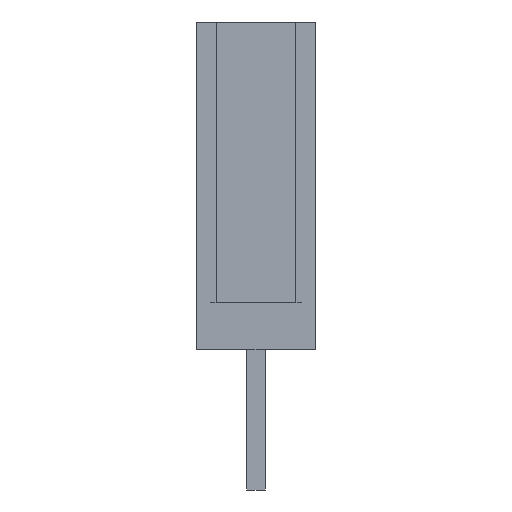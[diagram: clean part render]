
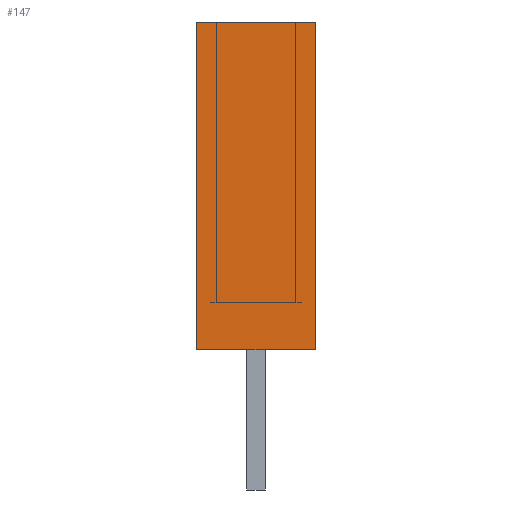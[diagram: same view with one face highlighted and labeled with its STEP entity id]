
A CAD part, front view. The second image highlights one B-rep face of the part: STEP entity #147.
In plain terms, the highlighted planar face has unit normal (0, -1, 0).
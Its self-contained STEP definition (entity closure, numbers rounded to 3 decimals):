
#13=DIRECTION('',(0.,0.,1.));
#14=DIRECTION('',(1.,0.,0.));
#123=EDGE_CURVE('',#124,#126,#128,.T.);
#124=VERTEX_POINT('',#125);
#125=CARTESIAN_POINT('',(-1.27,-1.271,0.));
#126=VERTEX_POINT('',#127);
#127=CARTESIAN_POINT('',(-1.27,-1.271,7.));
#128=LINE('',#125,#129);
#129=VECTOR('',#13,1.);
#136=DIRECTION('',(0.,1.,0.));
#147=ADVANCED_FACE('',(#148),#165,.F.);
#148=FACE_BOUND('',#149,.F.);
#149=EDGE_LOOP('',(#150,#156,#157,#162));
#150=ORIENTED_EDGE('',*,*,#151,.F.);
#151=EDGE_CURVE('',#124,#152,#154,.T.);
#152=VERTEX_POINT('',#153);
#153=CARTESIAN_POINT('',(1.27,-1.271,0.));
#154=LINE('',#125,#155);
#155=VECTOR('',#14,1.);
#156=ORIENTED_EDGE('',*,*,#123,.T.);
#157=ORIENTED_EDGE('',*,*,#158,.T.);
#158=EDGE_CURVE('',#126,#159,#161,.T.);
#159=VERTEX_POINT('',#160);
#160=CARTESIAN_POINT('',(1.27,-1.271,7.));
#161=LINE('',#127,#155);
#162=ORIENTED_EDGE('',*,*,#163,.F.);
#163=EDGE_CURVE('',#152,#159,#164,.T.);
#164=LINE('',#153,#129);
#165=PLANE('',#166);
#166=AXIS2_PLACEMENT_3D('',#125,#136,#13);
